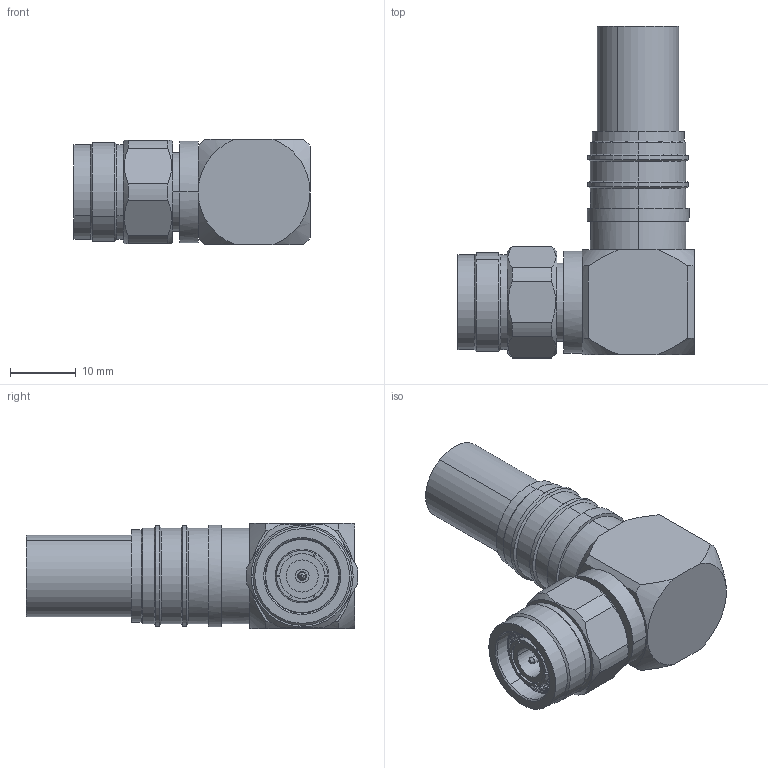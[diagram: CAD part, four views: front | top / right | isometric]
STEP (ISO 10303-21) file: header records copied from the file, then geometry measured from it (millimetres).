
FILE_DESCRIPTION (( 'STEP AP214' ), '1' );
FILE_NAME ('3190-2800.STEP', '2017-11-16T07:20:07', ( '' ), ( '' ), 'SwSTEP 2.0', 'SolidWorks 2017', '' );
FILE_SCHEMA (( 'AUTOMOTIVE_DESIGN' ));
Length unit declared in the file: millimetre
Products named in the file (1): 3190-2800
Bounding box: 35.9 x 50.49 x 16 mm (x, y, z)
Volume: 10928.6 mm3; surface area: 6171.8 mm2
Topology: 1 solids, 1 shells, 247 faces, 555 edges, 326 vertices
Faces by surface type: cylinder 97, cone 82, plane 56, bspline 12
Entity records: 7929 total; most frequent: CARTESIAN_POINT 2417, DIRECTION 1203, ORIENTED_EDGE 1110, EDGE_CURVE 555, AXIS2_PLACEMENT_3D 486, VERTEX_POINT 326, EDGE_LOOP 263, CIRCLE 250
